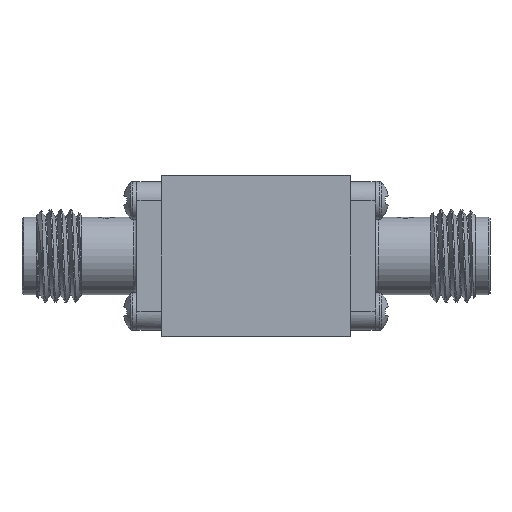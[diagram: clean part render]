
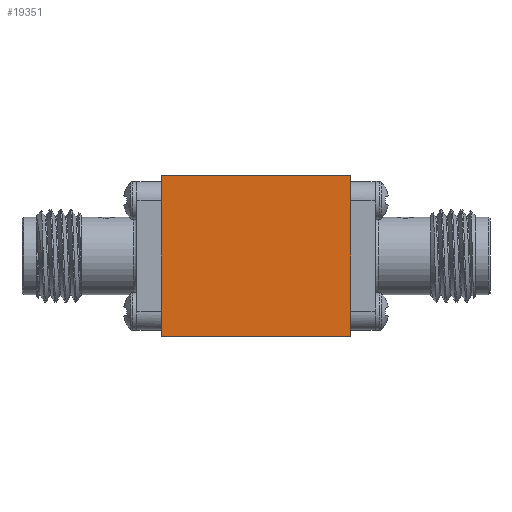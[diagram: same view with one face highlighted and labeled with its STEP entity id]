
A CAD part, left-side view. The second image highlights one B-rep face of the part: STEP entity #19351.
In plain terms, the highlighted planar face has unit normal (-1, 0, 0).
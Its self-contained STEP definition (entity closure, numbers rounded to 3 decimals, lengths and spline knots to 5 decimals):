
#754 = LINE ( 'NONE', #13885, #27969 ) ;
#2307 = ORIENTED_EDGE ( 'NONE', *, *, #33590, .T. ) ;
#4106 = PLANE ( 'NONE',  #21047 ) ;
#7961 = CARTESIAN_POINT ( 'NONE',  ( -0.50591, -0.25591, 0.21654 ) ) ;
#8147 = CARTESIAN_POINT ( 'NONE',  ( -0.50591, 0.25591, 0.21654 ) ) ;
#8279 = LINE ( 'NONE', #11293, #13656 ) ;
#11293 = CARTESIAN_POINT ( 'NONE',  ( -0.50591, -0.25591, 0.21654 ) ) ;
#13157 = EDGE_CURVE ( 'NONE', #32919, #41284, #41390, .T. ) ;
#13656 = VECTOR ( 'NONE', #21423, 39.37008 ) ;
#13885 = CARTESIAN_POINT ( 'NONE',  ( -0.50591, -0.25591, -0.21654 ) ) ;
#16719 = EDGE_CURVE ( 'NONE', #35754, #37750, #8279, .T. ) ;
#19351 = ADVANCED_FACE ( 'NONE', ( #30636 ), #4106, .F. ) ;
#20256 = DIRECTION ( 'NONE',  ( 0., 1., 0. ) ) ;
#21047 = AXIS2_PLACEMENT_3D ( 'NONE', #7961, #23717, #20256 ) ;
#21243 = ORIENTED_EDGE ( 'NONE', *, *, #41691, .F. ) ;
#21423 = DIRECTION ( 'NONE',  ( 0., 0., -1. ) ) ;
#21770 = EDGE_LOOP ( 'NONE', ( #2307, #28805, #21243, #25301 ) ) ;
#22534 = CARTESIAN_POINT ( 'NONE',  ( -0.50591, -0.25591, 0.21654 ) ) ;
#22751 = DIRECTION ( 'NONE',  ( 0., -1., 0. ) ) ;
#23717 = DIRECTION ( 'NONE',  ( 1., 0., 0. ) ) ;
#24600 = CARTESIAN_POINT ( 'NONE',  ( -0.50591, 0.25591, 0.21654 ) ) ;
#24974 = DIRECTION ( 'NONE',  ( 0., 0., -1. ) ) ;
#25301 = ORIENTED_EDGE ( 'NONE', *, *, #13157, .T. ) ;
#27905 = DIRECTION ( 'NONE',  ( 0., -1., 0. ) ) ;
#27969 = VECTOR ( 'NONE', #27905, 39.37008 ) ;
#28805 = ORIENTED_EDGE ( 'NONE', *, *, #16719, .F. ) ;
#30636 = FACE_OUTER_BOUND ( 'NONE', #21770, .T. ) ;
#32919 = VERTEX_POINT ( 'NONE', #24600 ) ;
#33590 = EDGE_CURVE ( 'NONE', #41284, #37750, #754, .T. ) ;
#34218 = CARTESIAN_POINT ( 'NONE',  ( -0.50591, -0.25591, 0.21654 ) ) ;
#35286 = LINE ( 'NONE', #22534, #40630 ) ;
#35754 = VERTEX_POINT ( 'NONE', #34218 ) ;
#37750 = VERTEX_POINT ( 'NONE', #42585 ) ;
#40630 = VECTOR ( 'NONE', #22751, 39.37008 ) ;
#40656 = VECTOR ( 'NONE', #24974, 39.37008 ) ;
#41284 = VERTEX_POINT ( 'NONE', #41595 ) ;
#41390 = LINE ( 'NONE', #8147, #40656 ) ;
#41595 = CARTESIAN_POINT ( 'NONE',  ( -0.50591, 0.25591, -0.21654 ) ) ;
#41691 = EDGE_CURVE ( 'NONE', #32919, #35754, #35286, .T. ) ;
#42585 = CARTESIAN_POINT ( 'NONE',  ( -0.50591, -0.25591, -0.21654 ) ) ;
